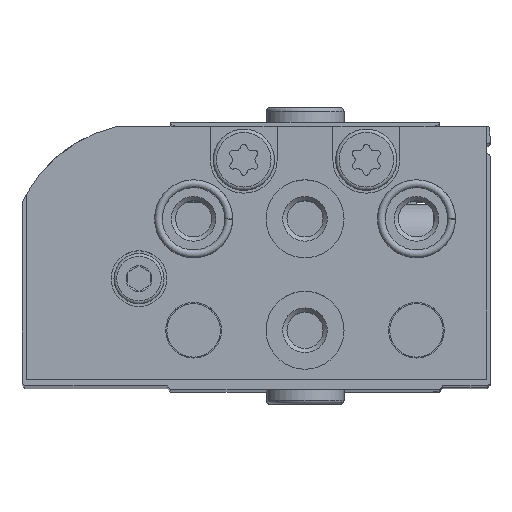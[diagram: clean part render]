
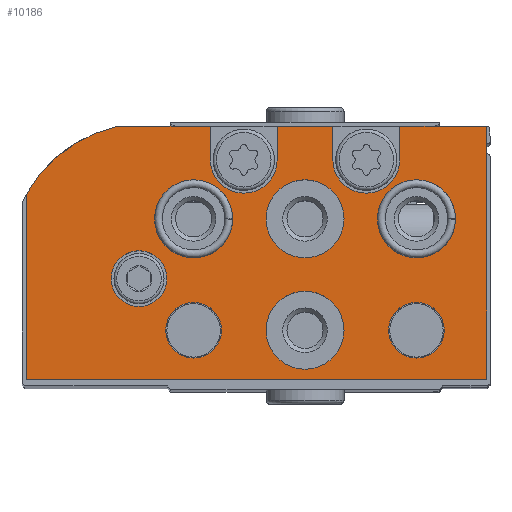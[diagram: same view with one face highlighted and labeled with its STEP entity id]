
A CAD part, top view. The second image highlights one B-rep face of the part: STEP entity #10186.
In plain terms, the highlighted face is planar.
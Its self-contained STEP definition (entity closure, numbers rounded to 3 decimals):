
#1059=LINE('',#17458,#1848);
#1063=LINE('',#17466,#1852);
#1067=LINE('',#17472,#1856);
#1070=LINE('',#17492,#1859);
#1071=LINE('',#17496,#1860);
#1072=LINE('',#17499,#1861);
#1073=LINE('',#17501,#1862);
#1074=LINE('',#17503,#1863);
#1075=LINE('',#17504,#1864);
#1076=LINE('',#17508,#1865);
#1848=VECTOR('',#14163,1000.);
#1852=VECTOR('',#14167,1000.);
#1856=VECTOR('',#14171,1000.);
#1859=VECTOR('',#14190,1000.);
#1860=VECTOR('',#14193,1000.);
#1861=VECTOR('',#14196,1000.);
#1862=VECTOR('',#14197,1000.);
#1863=VECTOR('',#14198,1000.);
#1864=VECTOR('',#14199,1000.);
#1865=VECTOR('',#14202,1000.);
#3946=ORIENTED_EDGE('',*,*,#5809,.T.);
#3947=ORIENTED_EDGE('',*,*,#5810,.T.);
#3948=ORIENTED_EDGE('',*,*,#5811,.T.);
#3949=ORIENTED_EDGE('',*,*,#5812,.T.);
#3950=ORIENTED_EDGE('',*,*,#5813,.T.);
#3951=ORIENTED_EDGE('',*,*,#5814,.T.);
#3952=ORIENTED_EDGE('',*,*,#5815,.T.);
#3953=ORIENTED_EDGE('',*,*,#5816,.T.);
#3954=ORIENTED_EDGE('',*,*,#5817,.T.);
#3955=ORIENTED_EDGE('',*,*,#5818,.T.);
#3956=ORIENTED_EDGE('',*,*,#5806,.F.);
#3957=ORIENTED_EDGE('',*,*,#5819,.F.);
#3958=ORIENTED_EDGE('',*,*,#5820,.F.);
#3959=ORIENTED_EDGE('',*,*,#5821,.F.);
#3960=ORIENTED_EDGE('',*,*,#5822,.F.);
#3961=ORIENTED_EDGE('',*,*,#5802,.F.);
#3962=ORIENTED_EDGE('',*,*,#5823,.T.);
#3963=ORIENTED_EDGE('',*,*,#5824,.T.);
#3964=ORIENTED_EDGE('',*,*,#5825,.T.);
#3965=ORIENTED_EDGE('',*,*,#5798,.F.);
#5798=EDGE_CURVE('',#6919,#6920,#1059,.T.);
#5802=EDGE_CURVE('',#6923,#6924,#1063,.T.);
#5806=EDGE_CURVE('',#6925,#6926,#1067,.T.);
#5809=EDGE_CURVE('',#6928,#6928,#7531,.T.);
#5810=EDGE_CURVE('',#6929,#6929,#7532,.T.);
#5811=EDGE_CURVE('',#6930,#6930,#7533,.T.);
#5812=EDGE_CURVE('',#6931,#6931,#7534,.T.);
#5813=EDGE_CURVE('',#6932,#6932,#7535,.T.);
#5814=EDGE_CURVE('',#6933,#6933,#7536,.T.);
#5815=EDGE_CURVE('',#6934,#6934,#7537,.T.);
#5816=EDGE_CURVE('',#6919,#6935,#1070,.T.);
#5817=EDGE_CURVE('',#6935,#6936,#7538,.T.);
#5818=EDGE_CURVE('',#6936,#6926,#1071,.T.);
#5819=EDGE_CURVE('',#6937,#6925,#7539,.T.);
#5820=EDGE_CURVE('',#6938,#6937,#1072,.T.);
#5821=EDGE_CURVE('',#6939,#6938,#1073,.T.);
#5822=EDGE_CURVE('',#6924,#6939,#1074,.T.);
#5823=EDGE_CURVE('',#6923,#6940,#1075,.T.);
#5824=EDGE_CURVE('',#6940,#6941,#7540,.T.);
#5825=EDGE_CURVE('',#6941,#6920,#1076,.T.);
#6919=VERTEX_POINT('',#17457);
#6920=VERTEX_POINT('',#17459);
#6923=VERTEX_POINT('',#17465);
#6924=VERTEX_POINT('',#17467);
#6925=VERTEX_POINT('',#17471);
#6926=VERTEX_POINT('',#17473);
#6928=VERTEX_POINT('',#17479);
#6929=VERTEX_POINT('',#17481);
#6930=VERTEX_POINT('',#17483);
#6931=VERTEX_POINT('',#17485);
#6932=VERTEX_POINT('',#17487);
#6933=VERTEX_POINT('',#17489);
#6934=VERTEX_POINT('',#17491);
#6935=VERTEX_POINT('',#17493);
#6936=VERTEX_POINT('',#17495);
#6937=VERTEX_POINT('',#17498);
#6938=VERTEX_POINT('',#17500);
#6939=VERTEX_POINT('',#17502);
#6940=VERTEX_POINT('',#17505);
#6941=VERTEX_POINT('',#17507);
#7531=CIRCLE('',#11635,2.5);
#7532=CIRCLE('',#11636,3.5);
#7533=CIRCLE('',#11637,3.5);
#7534=CIRCLE('',#11638,3.5);
#7535=CIRCLE('',#11639,3.5);
#7536=CIRCLE('',#11640,2.5);
#7537=CIRCLE('',#11641,2.5);
#7538=CIRCLE('',#11642,3.);
#7539=CIRCLE('',#11643,12.5);
#7540=CIRCLE('',#11644,3.);
#8272=EDGE_LOOP('',(#3946));
#8273=EDGE_LOOP('',(#3947));
#8274=EDGE_LOOP('',(#3948));
#8275=EDGE_LOOP('',(#3949));
#8276=EDGE_LOOP('',(#3950));
#8277=EDGE_LOOP('',(#3951));
#8278=EDGE_LOOP('',(#3952));
#8279=EDGE_LOOP('',(#3953,#3954,#3955,#3956,#3957,#3958,#3959,#3960,#3961,
#3962,#3963,#3964,#3965));
#9159=FACE_BOUND('',#8272,.T.);
#9160=FACE_BOUND('',#8273,.T.);
#9161=FACE_BOUND('',#8274,.T.);
#9162=FACE_BOUND('',#8275,.T.);
#9163=FACE_BOUND('',#8276,.T.);
#9164=FACE_BOUND('',#8277,.T.);
#9165=FACE_BOUND('',#8278,.T.);
#9166=FACE_BOUND('',#8279,.T.);
#9699=PLANE('',#11634);
#10186=ADVANCED_FACE('',(#9159,#9160,#9161,#9162,#9163,#9164,#9165,#9166),
#9699,.F.);
#11634=AXIS2_PLACEMENT_3D('',#17477,#14174,#14175);
#11635=AXIS2_PLACEMENT_3D('',#17478,#14176,#14177);
#11636=AXIS2_PLACEMENT_3D('',#17480,#14178,#14179);
#11637=AXIS2_PLACEMENT_3D('',#17482,#14180,#14181);
#11638=AXIS2_PLACEMENT_3D('',#17484,#14182,#14183);
#11639=AXIS2_PLACEMENT_3D('',#17486,#14184,#14185);
#11640=AXIS2_PLACEMENT_3D('',#17488,#14186,#14187);
#11641=AXIS2_PLACEMENT_3D('',#17490,#14188,#14189);
#11642=AXIS2_PLACEMENT_3D('',#17494,#14191,#14192);
#11643=AXIS2_PLACEMENT_3D('',#17497,#14194,#14195);
#11644=AXIS2_PLACEMENT_3D('',#17506,#14200,#14201);
#14163=DIRECTION('',(-1.,0.,0.));
#14167=DIRECTION('',(-1.,0.,0.));
#14171=DIRECTION('',(-1.,0.,0.));
#14174=DIRECTION('',(0.,0.,1.));
#14175=DIRECTION('',(1.,0.,0.));
#14176=DIRECTION('',(0.,0.,1.));
#14177=DIRECTION('',(1.,0.,0.));
#14178=DIRECTION('',(0.,0.,1.));
#14179=DIRECTION('',(1.,0.,0.));
#14180=DIRECTION('',(0.,0.,1.));
#14181=DIRECTION('',(1.,0.,0.));
#14182=DIRECTION('',(0.,0.,1.));
#14183=DIRECTION('',(1.,0.,0.));
#14184=DIRECTION('',(0.,0.,1.));
#14185=DIRECTION('',(1.,0.,0.));
#14186=DIRECTION('',(0.,0.,1.));
#14187=DIRECTION('',(1.,0.,0.));
#14188=DIRECTION('',(0.,0.,1.));
#14189=DIRECTION('',(1.,0.,0.));
#14190=DIRECTION('',(0.,-1.,0.));
#14191=DIRECTION('',(0.,0.,1.));
#14192=DIRECTION('',(1.,0.,0.));
#14193=DIRECTION('',(0.,1.,0.));
#14194=DIRECTION('',(0.,0.,1.));
#14195=DIRECTION('',(1.,0.,0.));
#14196=DIRECTION('',(0.,1.,0.));
#14197=DIRECTION('',(1.,0.,0.));
#14198=DIRECTION('',(0.,-1.,0.));
#14199=DIRECTION('',(0.,-1.,0.));
#14200=DIRECTION('',(0.,0.,1.));
#14201=DIRECTION('',(1.,0.,0.));
#14202=DIRECTION('',(0.,1.,0.));
#17457=CARTESIAN_POINT('',(18.8,22.7,0.));
#17458=CARTESIAN_POINT('',(33.122,22.7,0.));
#17459=CARTESIAN_POINT('',(13.8,22.7,0.));
#17465=CARTESIAN_POINT('',(7.8,22.7,0.));
#17466=CARTESIAN_POINT('',(33.122,22.7,0.));
#17467=CARTESIAN_POINT('',(0.,22.7,0.));
#17471=CARTESIAN_POINT('',(33.122,22.7,0.));
#17472=CARTESIAN_POINT('',(33.122,22.7,0.));
#17473=CARTESIAN_POINT('',(24.8,22.7,0.));
#17477=CARTESIAN_POINT('',(30.4,10.5,0.));
#17478=CARTESIAN_POINT('',(31.2,9.03,0.));
#17479=CARTESIAN_POINT('',(33.7,9.03,0.));
#17480=CARTESIAN_POINT('',(26.3,14.4,0.));
#17481=CARTESIAN_POINT('',(29.8,14.4,0.));
#17482=CARTESIAN_POINT('',(16.3,14.4,0.));
#17483=CARTESIAN_POINT('',(19.8,14.4,0.));
#17484=CARTESIAN_POINT('',(6.3,14.4,0.));
#17485=CARTESIAN_POINT('',(9.8,14.4,0.));
#17486=CARTESIAN_POINT('',(16.3,4.4,0.));
#17487=CARTESIAN_POINT('',(19.8,4.4,0.));
#17488=CARTESIAN_POINT('',(26.3,4.4,0.));
#17489=CARTESIAN_POINT('',(28.8,4.4,0.));
#17490=CARTESIAN_POINT('',(6.3,4.4,0.));
#17491=CARTESIAN_POINT('',(8.8,4.4,0.));
#17492=CARTESIAN_POINT('',(18.8,22.7,0.));
#17493=CARTESIAN_POINT('',(18.8,19.7,0.));
#17494=CARTESIAN_POINT('',(21.8,19.7,0.));
#17495=CARTESIAN_POINT('',(24.8,19.7,0.));
#17496=CARTESIAN_POINT('',(24.8,19.7,0.));
#17497=CARTESIAN_POINT('',(30.4,10.5,0.));
#17498=CARTESIAN_POINT('',(41.3,16.619,0.));
#17499=CARTESIAN_POINT('',(41.3,0.,0.));
#17500=CARTESIAN_POINT('',(41.3,0.,0.));
#17501=CARTESIAN_POINT('',(0.,0.,0.));
#17502=CARTESIAN_POINT('',(0.,0.,0.));
#17503=CARTESIAN_POINT('',(0.,22.7,0.));
#17504=CARTESIAN_POINT('',(7.8,22.7,0.));
#17505=CARTESIAN_POINT('',(7.8,19.7,0.));
#17506=CARTESIAN_POINT('',(10.8,19.7,0.));
#17507=CARTESIAN_POINT('',(13.8,19.7,0.));
#17508=CARTESIAN_POINT('',(13.8,19.7,0.));
